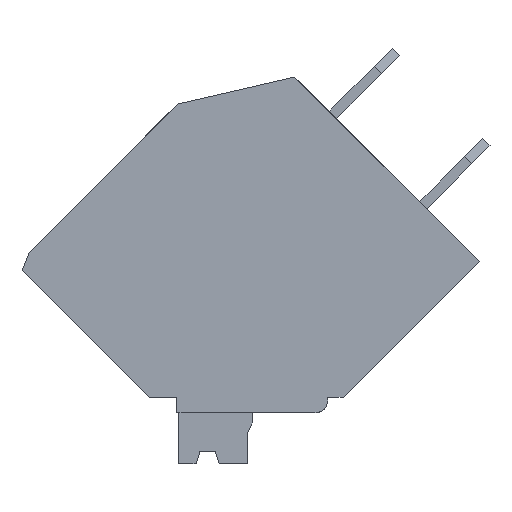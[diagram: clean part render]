
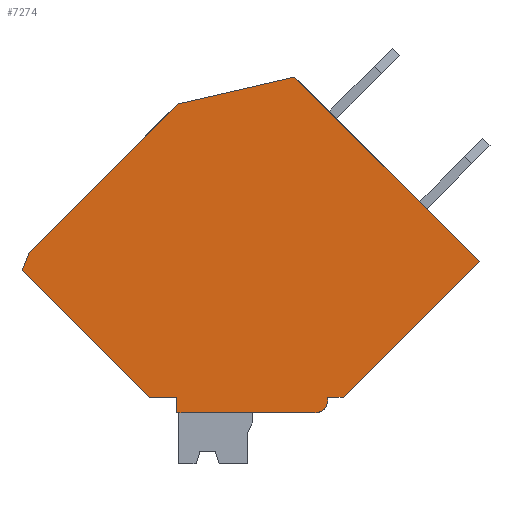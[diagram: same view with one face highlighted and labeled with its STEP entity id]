
A CAD part, left-side view. The second image highlights one B-rep face of the part: STEP entity #7274.
In plain terms, the highlighted planar face has unit normal (-1, 0, 0).
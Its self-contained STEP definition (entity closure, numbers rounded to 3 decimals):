
#19=DIRECTION('',(0.,0.,1.));
#20=VECTOR('',#19,0.1);
#21=CARTESIAN_POINT('',(-10.85,-3.35,-5.65));
#22=LINE('',#21,#20);
#75=DIRECTION('',(0.,-1.,0.));
#76=VECTOR('',#75,1.093);
#77=CARTESIAN_POINT('',(-10.85,3.643,-5.55));
#78=LINE('',#77,#76);
#101=DIRECTION('',(0.,-1.,0.));
#102=VECTOR('',#101,0.6);
#103=CARTESIAN_POINT('',(-10.85,-3.35,-5.55));
#104=LINE('',#103,#102);
#911=DIRECTION('',(0.,0.,1.));
#912=VECTOR('',#911,0.6);
#913=CARTESIAN_POINT('',(-10.85,2.55,-6.15));
#914=LINE('',#913,#912);
#919=DIRECTION('',(0.,-0.707,0.707));
#920=VECTOR('',#919,8.2);
#921=CARTESIAN_POINT('',(-10.85,8.332,0.129));
#922=LINE('',#921,#920);
#923=DIRECTION('',(0.,-0.974,0.225));
#924=VECTOR('',#923,4.717);
#925=CARTESIAN_POINT('',(-10.85,2.533,5.927));
#926=LINE('',#925,#924);
#927=DIRECTION('',(0.,-0.707,-0.707));
#928=VECTOR('',#927,10.2);
#929=CARTESIAN_POINT('',(-10.85,-2.063,6.988));
#930=LINE('',#929,#928);
#931=DIRECTION('',(0.,0.707,-0.707));
#932=VECTOR('',#931,7.531);
#933=CARTESIAN_POINT('',(-10.85,-9.275,-0.225));
#934=LINE('',#933,#932);
#935=CARTESIAN_POINT('',(-10.85,-2.85,-5.65));
#936=DIRECTION('',(1.,0.,0.));
#937=DIRECTION('',(0.,-1.,0.));
#938=AXIS2_PLACEMENT_3D('',#935,#936,#937);
#940=DIRECTION('',(0.,0.707,0.707));
#941=VECTOR('',#940,7.031);
#942=CARTESIAN_POINT('',(-10.85,3.643,-5.55));
#943=LINE('',#942,#941);
#944=DIRECTION('',(0.,-0.371,0.928));
#945=VECTOR('',#944,0.762);
#946=CARTESIAN_POINT('',(-10.85,8.615,-0.578));
#947=LINE('',#946,#945);
#1186=DIRECTION('',(0.,-1.,0.));
#1187=VECTOR('',#1186,5.4);
#1188=CARTESIAN_POINT('',(-10.85,2.55,-6.15));
#1189=LINE('',#1188,#1187);
#5227=CARTESIAN_POINT('',(-10.85,2.533,5.927));
#5229=VERTEX_POINT('',#5227);
#5233=CARTESIAN_POINT('',(-10.85,-2.063,6.988));
#5234=VERTEX_POINT('',#5233);
#5249=CARTESIAN_POINT('',(-10.85,8.332,0.129));
#5250=VERTEX_POINT('',#5249);
#5263=CARTESIAN_POINT('',(-10.85,8.615,-0.578));
#5264=VERTEX_POINT('',#5263);
#5265=CARTESIAN_POINT('',(-10.85,3.643,-5.55));
#5266=VERTEX_POINT('',#5265);
#5267=CARTESIAN_POINT('',(-10.85,2.55,-5.55));
#5268=VERTEX_POINT('',#5267);
#5269=CARTESIAN_POINT('',(-10.85,2.55,-6.15));
#5270=VERTEX_POINT('',#5269);
#5271=CARTESIAN_POINT('',(-10.85,-2.85,-6.15));
#5272=VERTEX_POINT('',#5271);
#5273=CARTESIAN_POINT('',(-10.85,-3.35,-5.65));
#5274=VERTEX_POINT('',#5273);
#5275=CARTESIAN_POINT('',(-10.85,-3.35,-5.55));
#5276=VERTEX_POINT('',#5275);
#5277=CARTESIAN_POINT('',(-10.85,-3.95,-5.55));
#5278=VERTEX_POINT('',#5277);
#5279=CARTESIAN_POINT('',(-10.85,-9.275,-0.225));
#5280=VERTEX_POINT('',#5279);
#7249=CARTESIAN_POINT('',(-10.85,-0.33,0.419));
#7250=DIRECTION('',(1.,0.,0.));
#7251=DIRECTION('',(0.,-1.,0.));
#7252=AXIS2_PLACEMENT_3D('',#7249,#7250,#7251);
#7253=PLANE('',#7252);
#7254=ORIENTED_EDGE('',*,*,#6881,.T.);
#7256=ORIENTED_EDGE('',*,*,#7255,.T.);
#7258=ORIENTED_EDGE('',*,*,#7257,.T.);
#7260=ORIENTED_EDGE('',*,*,#7259,.T.);
#7261=ORIENTED_EDGE('',*,*,#5800,.F.);
#7262=ORIENTED_EDGE('',*,*,#5685,.F.);
#7263=ORIENTED_EDGE('',*,*,#5672,.T.);
#7265=ORIENTED_EDGE('',*,*,#7264,.F.);
#7266=ORIENTED_EDGE('',*,*,#7242,.T.);
#7267=ORIENTED_EDGE('',*,*,#5763,.F.);
#7269=ORIENTED_EDGE('',*,*,#7268,.T.);
#7271=ORIENTED_EDGE('',*,*,#7270,.T.);
#7272=EDGE_LOOP('',(#7254,#7256,#7258,#7260,#7261,#7262,#7263,#7265,#7266,#7267,
#7269,#7271));
#7273=FACE_OUTER_BOUND('',#7272,.F.);
#7274=ADVANCED_FACE('',(#7273),#7253,.F.);
#939=CIRCLE('',#938,0.5);
#5672=EDGE_CURVE('',#5274,#5272,#939,.T.);
#5685=EDGE_CURVE('',#5274,#5276,#22,.T.);
#5763=EDGE_CURVE('',#5266,#5268,#78,.T.);
#5800=EDGE_CURVE('',#5276,#5278,#104,.T.);
#6881=EDGE_CURVE('',#5250,#5229,#922,.T.);
#7242=EDGE_CURVE('',#5270,#5268,#914,.T.);
#7255=EDGE_CURVE('',#5229,#5234,#926,.T.);
#7257=EDGE_CURVE('',#5234,#5280,#930,.T.);
#7259=EDGE_CURVE('',#5280,#5278,#934,.T.);
#7264=EDGE_CURVE('',#5270,#5272,#1189,.T.);
#7268=EDGE_CURVE('',#5266,#5264,#943,.T.);
#7270=EDGE_CURVE('',#5264,#5250,#947,.T.);
